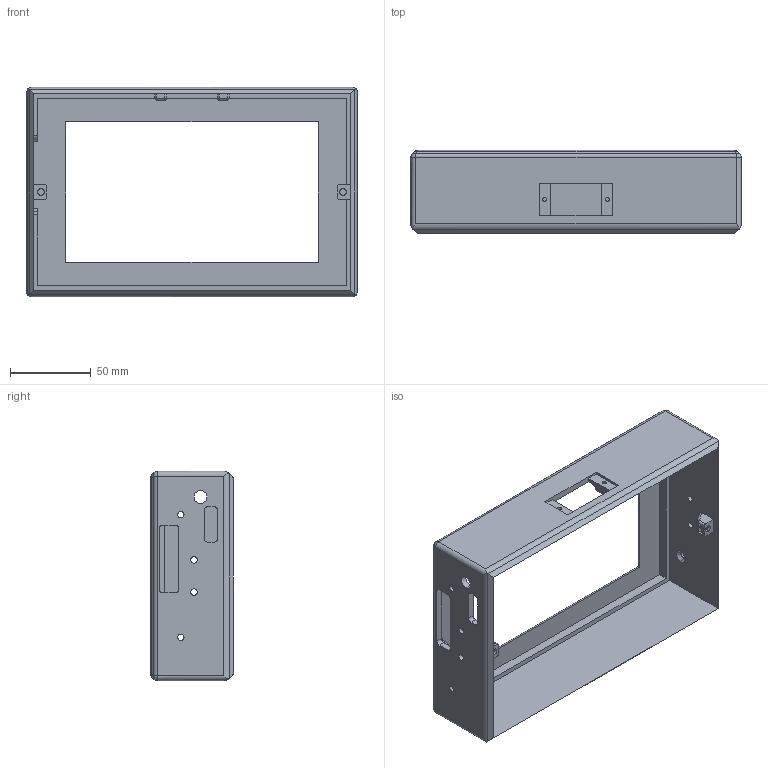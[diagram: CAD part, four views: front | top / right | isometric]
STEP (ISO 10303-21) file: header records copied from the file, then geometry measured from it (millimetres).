
FILE_DESCRIPTION (( 'STEP AP214' ), '1' );
FILE_NAME ('Housing_Center.STEP', '2024-07-18T11:56:43', ( '' ), ( '' ), 'SwSTEP 2.0', 'SolidWorks 2024', '' );
FILE_SCHEMA (( 'AUTOMOTIVE_DESIGN' ));
Length unit declared in the file: millimetre
Products named in the file (1): Housing_Center
Bounding box: 205 x 51.5 x 130 mm (x, y, z)
Volume: 158199.2 mm3; surface area: 89584.1 mm2
Topology: 1 solids, 1 shells, 345 faces, 918 edges, 576 vertices
Faces by surface type: plane 171, cylinder 98, bspline 48, sphere 20, cone 8
Entity records: 16468 total; most frequent: CARTESIAN_POINT 4366, ORIENTED_EDGE 1808, DIRECTION 1548, EDGE_CURVE 904, VECTOR 592, LINE 592, VERTEX_POINT 576, AXIS2_PLACEMENT_3D 478
